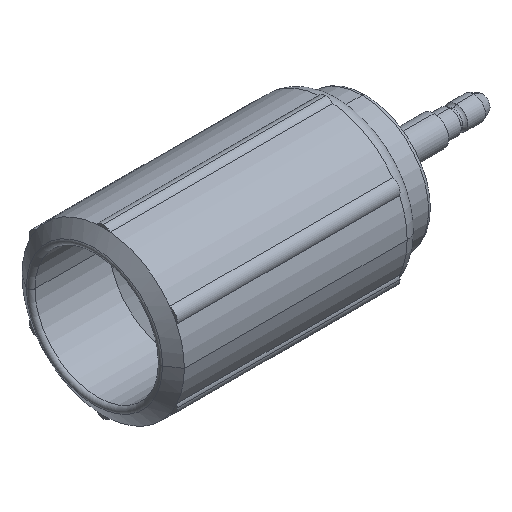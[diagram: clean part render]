
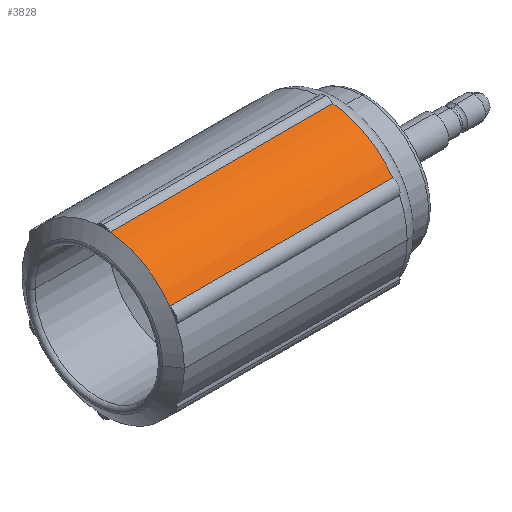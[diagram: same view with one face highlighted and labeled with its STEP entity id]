
A CAD part, isometric view. The second image highlights one B-rep face of the part: STEP entity #3828.
In plain terms, the highlighted cylindrical face has radius 13.64 mm (diameter 27.28 mm), a partial arc.
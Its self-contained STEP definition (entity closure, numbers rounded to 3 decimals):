
#24 = ORIENTED_EDGE ( 'NONE', *, *, #2872, .T. ) ;
#132 = CARTESIAN_POINT ( 'NONE',  ( 6.388, -11.19, 7.8 ) ) ;
#238 = DIRECTION ( 'NONE',  ( -1., 0., 0. ) ) ;
#348 = DIRECTION ( 'NONE',  ( 0., -1., 0. ) ) ;
#488 = CARTESIAN_POINT ( 'NONE',  ( -31.05, 0., 0. ) ) ;
#520 = EDGE_CURVE ( 'NONE', #2629, #3134, #1930, .T. ) ;
#602 = AXIS2_PLACEMENT_3D ( 'NONE', #488, #1061, #3623 ) ;
#723 = ORIENTED_EDGE ( 'NONE', *, *, #1866, .F. ) ;
#987 = VECTOR ( 'NONE', #2856, 1000. ) ;
#1061 = DIRECTION ( 'NONE',  ( -1., 0., 0. ) ) ;
#1066 = ORIENTED_EDGE ( 'NONE', *, *, #520, .F. ) ;
#1136 = CARTESIAN_POINT ( 'NONE',  ( 6.388, -1.16, 13.591 ) ) ;
#1147 = CARTESIAN_POINT ( 'NONE',  ( -19.521, 0., 0. ) ) ;
#1208 = ORIENTED_EDGE ( 'NONE', *, *, #1592, .T. ) ;
#1259 = VERTEX_POINT ( 'NONE', #132 ) ;
#1378 = CARTESIAN_POINT ( 'NONE',  ( -31.05, -1.16, 13.591 ) ) ;
#1502 = CARTESIAN_POINT ( 'NONE',  ( 8.759, -11.19, 7.8 ) ) ;
#1577 = CARTESIAN_POINT ( 'NONE',  ( 8.773, -1.16, 13.591 ) ) ;
#1592 = EDGE_CURVE ( 'NONE', #4066, #3134, #1679, .T. ) ;
#1676 = VECTOR ( 'NONE', #2850, 1000. ) ;
#1679 = LINE ( 'NONE', #1577, #987 ) ;
#1866 = EDGE_CURVE ( 'NONE', #1259, #2629, #1912, .T. ) ;
#1874 = DIRECTION ( 'NONE',  ( -1., 0., 0. ) ) ;
#1912 = LINE ( 'NONE', #1502, #1676 ) ;
#1930 = CIRCLE ( 'NONE', #602, 13.64 ) ;
#2193 = CARTESIAN_POINT ( 'NONE',  ( 6.388, 0., 0. ) ) ;
#2629 = VERTEX_POINT ( 'NONE', #3001 ) ;
#2661 = CIRCLE ( 'NONE', #3470, 13.64 ) ;
#2788 = DIRECTION ( 'NONE',  ( 0., -1., 0. ) ) ;
#2850 = DIRECTION ( 'NONE',  ( -1., 0., 0. ) ) ;
#2856 = DIRECTION ( 'NONE',  ( -1., 0., 0. ) ) ;
#2872 = EDGE_CURVE ( 'NONE', #1259, #4066, #2661, .T. ) ;
#3001 = CARTESIAN_POINT ( 'NONE',  ( -31.05, -11.19, 7.8 ) ) ;
#3112 = CYLINDRICAL_SURFACE ( 'NONE', #3872, 13.64 ) ;
#3134 = VERTEX_POINT ( 'NONE', #1378 ) ;
#3470 = AXIS2_PLACEMENT_3D ( 'NONE', #2193, #1874, #348 ) ;
#3606 = EDGE_LOOP ( 'NONE', ( #1066, #723, #24, #1208 ) ) ;
#3623 = DIRECTION ( 'NONE',  ( 0., -1., 0. ) ) ;
#3828 = ADVANCED_FACE ( 'NONE', ( #3952 ), #3112, .T. ) ;
#3872 = AXIS2_PLACEMENT_3D ( 'NONE', #1147, #238, #2788 ) ;
#3952 = FACE_OUTER_BOUND ( 'NONE', #3606, .T. ) ;
#4066 = VERTEX_POINT ( 'NONE', #1136 ) ;
